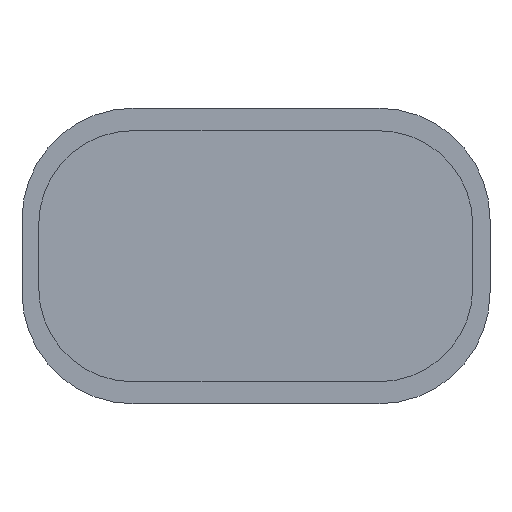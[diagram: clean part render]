
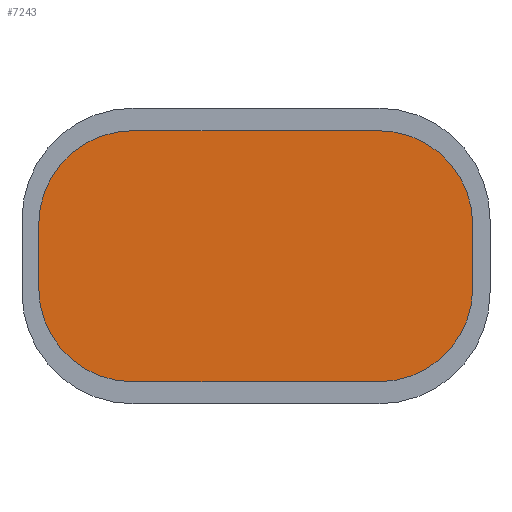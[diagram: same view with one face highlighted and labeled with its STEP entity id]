
A CAD part, front view. The second image highlights one B-rep face of the part: STEP entity #7243.
In plain terms, the highlighted planar face has unit normal (0, -1, 0).
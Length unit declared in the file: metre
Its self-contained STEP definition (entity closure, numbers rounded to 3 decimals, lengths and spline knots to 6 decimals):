
#354=CIRCLE('',#7728,0.014562);
#355=CIRCLE('',#7731,0.014562);
#356=CIRCLE('',#7734,0.014562);
#357=CIRCLE('',#7737,0.014562);
#652=LINE('',#9959,#1142);
#656=LINE('',#9969,#1146);
#659=LINE('',#9977,#1149);
#662=LINE('',#9985,#1152);
#1142=VECTOR('',#8209,1.);
#1146=VECTOR('',#8219,1.);
#1149=VECTOR('',#8228,1.);
#1152=VECTOR('',#8237,1.);
#1817=ORIENTED_EDGE('',*,*,#4056,.T.);
#1818=ORIENTED_EDGE('',*,*,#4059,.T.);
#1819=ORIENTED_EDGE('',*,*,#4061,.T.);
#1820=ORIENTED_EDGE('',*,*,#4063,.T.);
#1821=ORIENTED_EDGE('',*,*,#4065,.F.);
#1822=ORIENTED_EDGE('',*,*,#4067,.T.);
#1823=ORIENTED_EDGE('',*,*,#4069,.F.);
#1824=ORIENTED_EDGE('',*,*,#4070,.T.);
#4056=EDGE_CURVE('',#5195,#5194,#652,.T.);
#4059=EDGE_CURVE('',#5194,#5196,#354,.T.);
#4061=EDGE_CURVE('',#5196,#5197,#656,.T.);
#4063=EDGE_CURVE('',#5197,#5198,#355,.T.);
#4065=EDGE_CURVE('',#5199,#5198,#659,.T.);
#4067=EDGE_CURVE('',#5199,#5200,#356,.T.);
#4069=EDGE_CURVE('',#5201,#5200,#662,.T.);
#4070=EDGE_CURVE('',#5201,#5195,#357,.T.);
#5194=VERTEX_POINT('',#9958);
#5195=VERTEX_POINT('',#9960);
#5196=VERTEX_POINT('',#9964);
#5197=VERTEX_POINT('',#9968);
#5198=VERTEX_POINT('',#9972);
#5199=VERTEX_POINT('',#9976);
#5200=VERTEX_POINT('',#9980);
#5201=VERTEX_POINT('',#9984);
#6173=EDGE_LOOP('',(#1817,#1818,#1819,#1820,#1821,#1822,#1823,#1824));
#6657=FACE_BOUND('',#6173,.T.);
#7118=PLANE('',#7738);
#7243=ADVANCED_FACE('',(#6657),#7118,.T.);
#7728=AXIS2_PLACEMENT_3D('',#9965,#8214,#8215);
#7731=AXIS2_PLACEMENT_3D('',#9973,#8223,#8224);
#7734=AXIS2_PLACEMENT_3D('',#9981,#8232,#8233);
#7737=AXIS2_PLACEMENT_3D('',#9987,#8240,#8241);
#7738=AXIS2_PLACEMENT_3D('',#9988,#8242,#8243);
#8209=DIRECTION('',(0.,0.,-1.));
#8214=DIRECTION('',(0.,-1.,0.));
#8215=DIRECTION('',(0.,0.,-1.));
#8219=DIRECTION('',(1.,0.,0.));
#8223=DIRECTION('',(0.,-1.,0.));
#8224=DIRECTION('',(0.,0.,-1.));
#8228=DIRECTION('',(0.,0.,-1.));
#8232=DIRECTION('',(0.,-1.,0.));
#8233=DIRECTION('',(0.,0.,-1.));
#8237=DIRECTION('',(1.,0.,0.));
#8240=DIRECTION('',(0.,-1.,0.));
#8241=DIRECTION('',(0.,0.,-1.));
#8242=DIRECTION('',(0.,-1.,0.));
#8243=DIRECTION('',(1.,0.,0.));
#9958=CARTESIAN_POINT('',(-0.03596,0.149352,-0.002955));
#9959=CARTESIAN_POINT('',(-0.03596,0.149352,0.001925));
#9960=CARTESIAN_POINT('',(-0.03596,0.149352,0.006805));
#9964=CARTESIAN_POINT('',(-0.021398,0.149352,-0.017517));
#9965=CARTESIAN_POINT('',(-0.021398,0.149352,-0.002955));
#9968=CARTESIAN_POINT('',(0.016702,0.149352,-0.017517));
#9969=CARTESIAN_POINT('',(-0.002348,0.149352,-0.017517));
#9972=CARTESIAN_POINT('',(0.031264,0.149352,-0.002955));
#9973=CARTESIAN_POINT('',(0.016702,0.149352,-0.002955));
#9976=CARTESIAN_POINT('',(0.031264,0.149352,0.006805));
#9977=CARTESIAN_POINT('',(0.031264,0.149352,0.001925));
#9980=CARTESIAN_POINT('',(0.016702,0.149352,0.021367));
#9981=CARTESIAN_POINT('',(0.016702,0.149352,0.006805));
#9984=CARTESIAN_POINT('',(-0.021398,0.149352,0.021367));
#9985=CARTESIAN_POINT('',(-0.002348,0.149352,0.021367));
#9987=CARTESIAN_POINT('',(-0.021398,0.149352,0.006805));
#9988=CARTESIAN_POINT('',(-0.002326,0.149352,0.005532));
